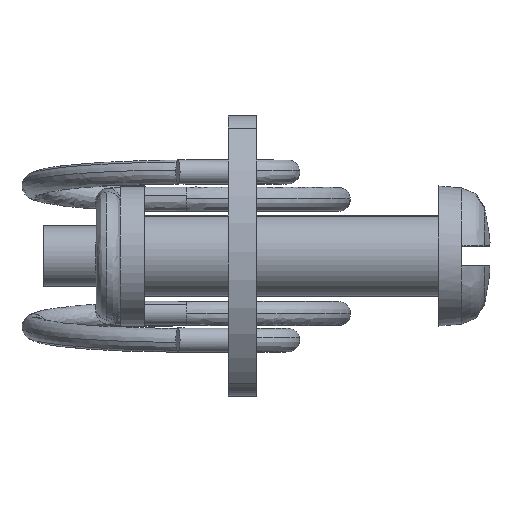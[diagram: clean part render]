
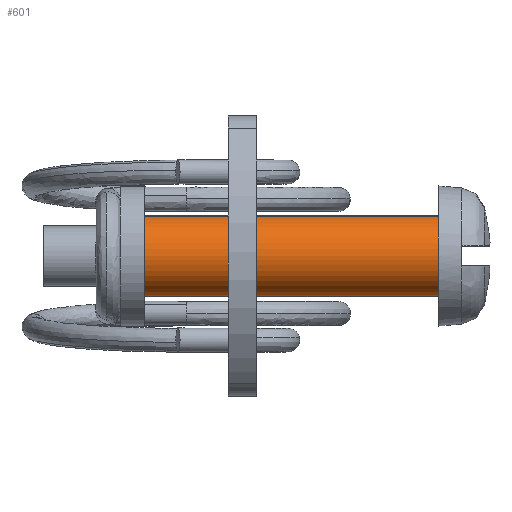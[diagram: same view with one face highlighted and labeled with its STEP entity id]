
A CAD part, top view. The second image highlights one B-rep face of the part: STEP entity #601.
In plain terms, the highlighted free-form (B-spline) face has degree [2, 1] with [5, 2] control points.
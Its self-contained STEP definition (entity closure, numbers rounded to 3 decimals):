
#438=CARTESIAN_POINT('',(-14.7,1.986,0.236));
#439=VERTEX_POINT('',#438);
#457=CARTESIAN_POINT('',(0.,1.986,0.236));
#458=VERTEX_POINT('',#457);
#459=CARTESIAN_POINT('',(0.,1.986,0.236));
#460=CARTESIAN_POINT('',(-14.7,1.986,0.236));
#461=QUASI_UNIFORM_CURVE('',1,(#459,#460),.UNSPECIFIED.,.F.,.U.);
#462=EDGE_CURVE('',#458,#439,#461,.T.);
#481=CARTESIAN_POINT('',(0.,-1.996,-0.122));
#482=VERTEX_POINT('',#481);
#496=CARTESIAN_POINT('',(-14.7,-1.996,-0.122));
#497=VERTEX_POINT('',#496);
#498=CARTESIAN_POINT('',(0.,-1.996,-0.122));
#499=CARTESIAN_POINT('',(-14.7,-1.996,-0.122));
#500=QUASI_UNIFORM_CURVE('',1,(#498,#499),.UNSPECIFIED.,.F.,.U.);
#501=EDGE_CURVE('',#482,#497,#500,.T.);
#519=CARTESIAN_POINT('',(0.368,-1.996,-0.122));
#520=CARTESIAN_POINT('',(0.368,-2.118,1.874));
#521=CARTESIAN_POINT('',(0.368,-0.122,1.996));
#522=CARTESIAN_POINT('',(0.368,1.763,2.112));
#523=CARTESIAN_POINT('',(0.368,1.986,0.236));
#524=CARTESIAN_POINT('',(-15.077,-1.996,-0.122));
#525=CARTESIAN_POINT('',(-15.077,-2.118,1.874));
#526=CARTESIAN_POINT('',(-15.077,-0.122,1.996));
#527=CARTESIAN_POINT('',(-15.077,1.763,2.112));
#528=CARTESIAN_POINT('',(-15.077,1.986,0.236));
#536=(BOUNDED_SURFACE()B_SPLINE_SURFACE(2,1,((#519,#524),(#520,#525),(#521,#526),(#522,#527),(#523,#528)),.UNSPECIFIED.,.F.,.F.,.U.)B_SPLINE_SURFACE_WITH_KNOTS((3,2,3),(2,2),(0.0,3.314,6.495),(0.0,15.444),.UNSPECIFIED.)GEOMETRIC_REPRESENTATION_ITEM()RATIONAL_B_SPLINE_SURFACE(((1.0,1.0),(0.707,0.707),(1.0,1.0),(0.719,0.719),(0.978,0.978)))REPRESENTATION_ITEM('')SURFACE());
#537=CARTESIAN_POINT('',(-14.7,0.0,2.0));
#538=VERTEX_POINT('',#537);
#539=CARTESIAN_POINT('',(-14.7,0.0,2.0));
#540=CARTESIAN_POINT('',(-14.7,1.776,2.0));
#541=CARTESIAN_POINT('',(-14.7,1.986,0.236));
#549=(BOUNDED_CURVE()B_SPLINE_CURVE(2,(#539,#540,#541),.UNSPECIFIED.,.F.,.U.)B_SPLINE_CURVE_WITH_KNOTS((3,3),(0.0,0.23),.UNSPECIFIED.)CURVE()GEOMETRIC_REPRESENTATION_ITEM()RATIONAL_B_SPLINE_CURVE((1.0,0.731,0.956))REPRESENTATION_ITEM(''));
#550=EDGE_CURVE('',#538,#439,#549,.T.);
#551=ORIENTED_EDGE('',*,*,#550,.F.);
#552=CARTESIAN_POINT('',(-14.7,-1.996,-0.122));
#553=CARTESIAN_POINT('',(-14.7,-2.,-0.061));
#554=CARTESIAN_POINT('',(-14.7,-2.0,0.0));
#555=CARTESIAN_POINT('',(-14.7,-2.,2.));
#556=CARTESIAN_POINT('',(-14.7,0.0,2.0));
#564=(BOUNDED_CURVE()B_SPLINE_CURVE(2,(#552,#553,#554,#555,#556),.UNSPECIFIED.,.F.,.U.)B_SPLINE_CURVE_WITH_KNOTS((3,2,3),(0.739,0.75,1.0),.UNSPECIFIED.)CURVE()GEOMETRIC_REPRESENTATION_ITEM()RATIONAL_B_SPLINE_CURVE((0.976,0.988,1.0,0.707,1.0))REPRESENTATION_ITEM(''));
#565=EDGE_CURVE('',#497,#538,#564,.T.);
#566=ORIENTED_EDGE('',*,*,#565,.F.);
#567=ORIENTED_EDGE('',*,*,#501,.F.);
#568=CARTESIAN_POINT('',(0.,0.0,2.0));
#569=VERTEX_POINT('',#568);
#570=CARTESIAN_POINT('',(0.,-1.996,-0.122));
#571=CARTESIAN_POINT('',(0.,-2.,-0.061));
#572=CARTESIAN_POINT('',(0.,-2.0,0.0));
#573=CARTESIAN_POINT('',(0.,-2.,2.));
#574=CARTESIAN_POINT('',(0.,0.0,2.0));
#582=(BOUNDED_CURVE()B_SPLINE_CURVE(2,(#570,#571,#572,#573,#574),.UNSPECIFIED.,.F.,.U.)B_SPLINE_CURVE_WITH_KNOTS((3,2,3),(0.739,0.75,1.0),.UNSPECIFIED.)CURVE()GEOMETRIC_REPRESENTATION_ITEM()RATIONAL_B_SPLINE_CURVE((0.976,0.988,1.0,0.707,1.0))REPRESENTATION_ITEM(''));
#583=EDGE_CURVE('',#482,#569,#582,.T.);
#584=ORIENTED_EDGE('',*,*,#583,.T.);
#585=CARTESIAN_POINT('',(0.,0.0,2.0));
#586=CARTESIAN_POINT('',(0.,1.776,2.0));
#587=CARTESIAN_POINT('',(0.,1.986,0.236));
#595=(BOUNDED_CURVE()B_SPLINE_CURVE(2,(#585,#586,#587),.UNSPECIFIED.,.F.,.U.)B_SPLINE_CURVE_WITH_KNOTS((3,3),(0.0,0.23),.UNSPECIFIED.)CURVE()GEOMETRIC_REPRESENTATION_ITEM()RATIONAL_B_SPLINE_CURVE((1.0,0.731,0.956))REPRESENTATION_ITEM(''));
#596=EDGE_CURVE('',#569,#458,#595,.T.);
#597=ORIENTED_EDGE('',*,*,#596,.T.);
#598=ORIENTED_EDGE('',*,*,#462,.T.);
#599=EDGE_LOOP('',(#551,#566,#567,#584,#597,#598));
#600=FACE_OUTER_BOUND('',#599,.T.);
#601=ADVANCED_FACE('',(#600),#536,.T.);
